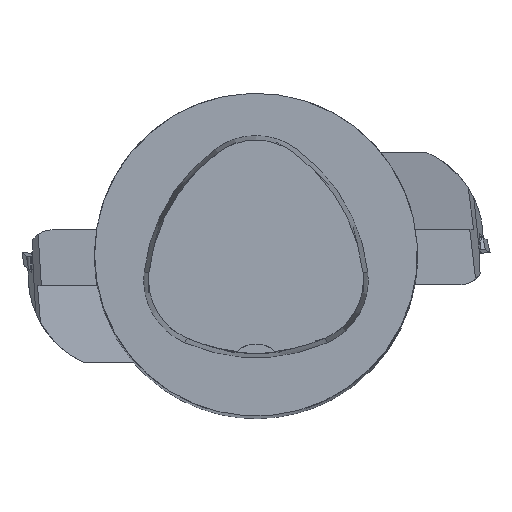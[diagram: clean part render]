
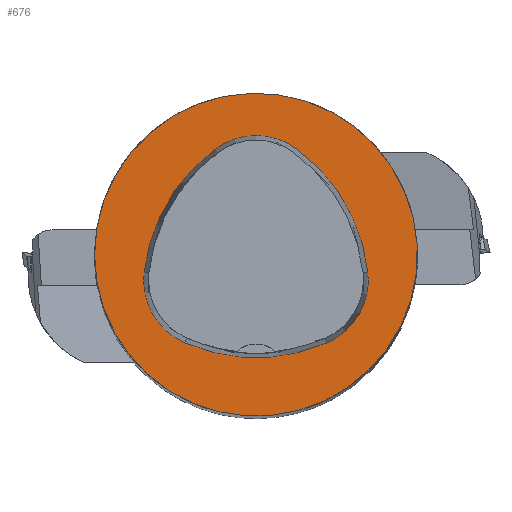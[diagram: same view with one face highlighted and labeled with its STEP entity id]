
A CAD part, top view. The second image highlights one B-rep face of the part: STEP entity #676.
In plain terms, the highlighted planar face has unit normal (0, 0, 1).
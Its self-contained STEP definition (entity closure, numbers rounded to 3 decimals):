
#332=FACE_BOUND('',#1286,.T.);
#333=FACE_BOUND('',#1287,.T.);
#435=CIRCLE('',#4687,40.);
#440=CIRCLE('',#4716,44.);
#442=CIRCLE('',#4719,17.);
#444=CIRCLE('',#4722,44.);
#446=CIRCLE('',#4725,17.);
#450=CIRCLE('',#4730,44.);
#452=CIRCLE('',#4733,17.);
#676=ADVANCED_FACE('',(#332,#333),#843,.T.);
#843=PLANE('',#4738);
#1286=EDGE_LOOP('',(#2431,#2432,#2433,#2434,#2435,#2436));
#1287=EDGE_LOOP('',(#2437));
#2431=ORIENTED_EDGE('',*,*,#3504,.T.);
#2432=ORIENTED_EDGE('',*,*,#3484,.T.);
#2433=ORIENTED_EDGE('',*,*,#3488,.T.);
#2434=ORIENTED_EDGE('',*,*,#3491,.T.);
#2435=ORIENTED_EDGE('',*,*,#3494,.T.);
#2436=ORIENTED_EDGE('',*,*,#3502,.T.);
#2437=ORIENTED_EDGE('',*,*,#3449,.F.);
#2930=VERTEX_POINT('',#7332);
#2949=VERTEX_POINT('',#7404);
#2950=VERTEX_POINT('',#7405);
#2953=VERTEX_POINT('',#7413);
#2955=VERTEX_POINT('',#7419);
#2957=VERTEX_POINT('',#7425);
#2964=VERTEX_POINT('',#7446);
#3449=EDGE_CURVE('',#2930,#2930,#435,.T.);
#3484=EDGE_CURVE('',#2949,#2950,#440,.T.);
#3488=EDGE_CURVE('',#2950,#2953,#442,.T.);
#3491=EDGE_CURVE('',#2953,#2955,#444,.T.);
#3494=EDGE_CURVE('',#2955,#2957,#446,.T.);
#3502=EDGE_CURVE('',#2957,#2964,#450,.T.);
#3504=EDGE_CURVE('',#2964,#2949,#452,.T.);
#4687=AXIS2_PLACEMENT_3D('',#7331,#5587,#5588);
#4716=AXIS2_PLACEMENT_3D('',#7403,#5669,#5670);
#4719=AXIS2_PLACEMENT_3D('',#7412,#5677,#5678);
#4722=AXIS2_PLACEMENT_3D('',#7418,#5684,#5685);
#4725=AXIS2_PLACEMENT_3D('',#7424,#5691,#5692);
#4730=AXIS2_PLACEMENT_3D('',#7447,#5703,#5704);
#4733=AXIS2_PLACEMENT_3D('',#7450,#5709,#5710);
#4738=AXIS2_PLACEMENT_3D('',#7455,#5719,#5720);
#5587=DIRECTION('',(0.,0.,-1.));
#5588=DIRECTION('',(-1.,0.,0.));
#5669=DIRECTION('',(0.,0.,-1.));
#5670=DIRECTION('',(-1.,0.,0.));
#5677=DIRECTION('',(0.,0.,-1.));
#5678=DIRECTION('',(-1.,0.,0.));
#5684=DIRECTION('',(0.,0.,-1.));
#5685=DIRECTION('',(-1.,0.,0.));
#5691=DIRECTION('',(0.,0.,-1.));
#5692=DIRECTION('',(-1.,0.,0.));
#5703=DIRECTION('',(0.,0.,-1.));
#5704=DIRECTION('',(-1.,0.,0.));
#5709=DIRECTION('',(0.,0.,-1.));
#5710=DIRECTION('',(-1.,0.,0.));
#5719=DIRECTION('',(0.,0.,1.));
#5720=DIRECTION('',(-1.,0.,0.));
#7331=CARTESIAN_POINT('',(0.,0.,0.));
#7332=CARTESIAN_POINT('',(-40.,0.,0.));
#7403=CARTESIAN_POINT('',(16.01,-9.224,0.));
#7404=CARTESIAN_POINT('',(-27.722,-4.378,0.));
#7405=CARTESIAN_POINT('',(-10.119,26.178,0.));
#7412=CARTESIAN_POINT('',(-0.023,12.5,0.));
#7413=CARTESIAN_POINT('',(10.049,26.194,0.));
#7418=CARTESIAN_POINT('',(-16.021,-9.25,0.));
#7419=CARTESIAN_POINT('',(27.71,-4.394,0.));
#7424=CARTESIAN_POINT('',(10.814,-6.27,0.));
#7425=CARTESIAN_POINT('',(17.611,-21.852,0.));
#7446=CARTESIAN_POINT('',(-17.652,-21.819,0.));
#7447=CARTESIAN_POINT('',(0.017,18.477,0.));
#7450=CARTESIAN_POINT('',(-10.825,-6.25,0.));
#7455=CARTESIAN_POINT('',(0.,0.,0.));
